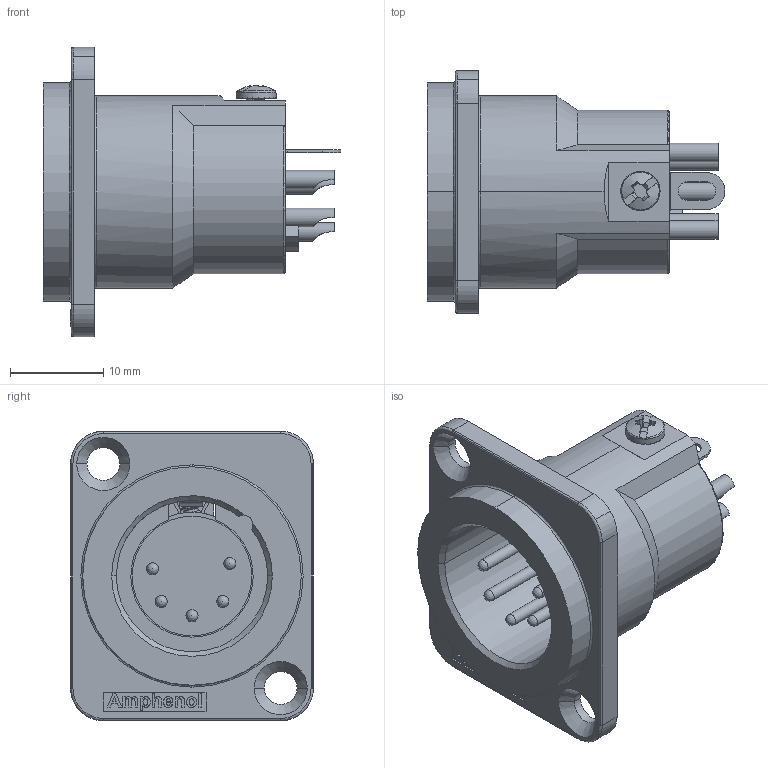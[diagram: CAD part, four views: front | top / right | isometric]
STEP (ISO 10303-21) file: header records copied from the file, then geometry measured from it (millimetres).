
FILE_DESCRIPTION((''),'2;1');
FILE_NAME('AC5MDZ.stp','2008-12-11T15:24:36',('Administrator'),(''),'Autodesk Inventor 10','Autodesk Inventor 10','');
FILE_SCHEMA(('AUTOMOTIVE_DESIGN { 1 0 10303 214 1 1 1 1 }'));
Length unit declared in the file: millimetre
Products named in the file (10): AC5MPNZB-AU; ACxMDZ Shell; AC4MDZ AC4F 259-4015-000; AC5M Pin Insulator; AC5M Pin Contact; AC5M Pin Contact_CPY; AC5M Pin Contact_CPY1; AC5M Pin Contact_CPY3; AC5M Pin Contact_CPY4; AC5M Screw Panel
Assembly tree (9 placements, depth 2):
  AC5MPNZB-AU
    ACxMDZ Shell
    AC4MDZ AC4F 259-4015-000
    AC5M Pin Insulator
    AC5M Pin Contact
    AC5M Pin Contact_CPY
    AC5M Pin Contact_CPY1
    AC5M Pin Contact_CPY3
    AC5M Pin Contact_CPY4
    AC5M Screw Panel
Bounding box: 31.9 x 26 x 31 mm (x, y, z)
Volume: 5991.4 mm3; surface area: 6809.4 mm2
Topology: 9 solids, 9 shells, 592 faces, 1582 edges, 1039 vertices
Faces by surface type: plane 299, bspline 137, cylinder 120, cone 25, torus 11
Full cylindrical faces by diameter (mm): 1.27 x10, 1.3 x5, 1.513 x5, 1.985 x5, 2.16 x5, 4.2 x1, 12.8 x1, 13.68 x1
Entity records: 21037 total; most frequent: CARTESIAN_POINT 7068, ORIENTED_EDGE 2996, DIRECTION 2478, EDGE_CURVE 1498, VERTEX_POINT 1010, VECTOR 870, LINE 870, AXIS2_PLACEMENT_3D 804
